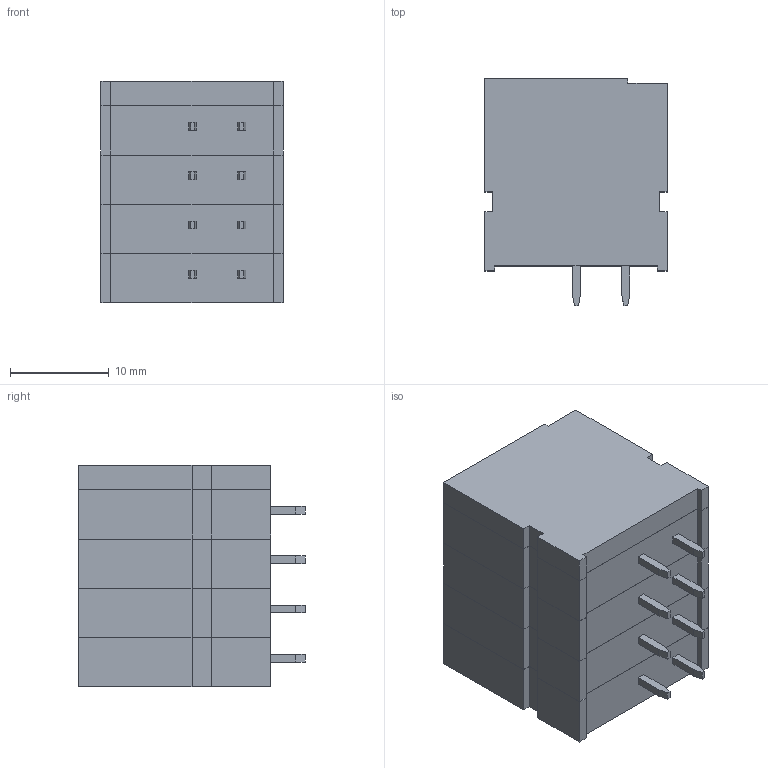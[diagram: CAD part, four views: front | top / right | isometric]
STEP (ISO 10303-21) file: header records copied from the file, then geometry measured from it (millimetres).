
FILE_DESCRIPTION((''),'2;1');
FILE_NAME('WJ105V-5_0_13_ASM','2020-11-23T10:07:33',('Administrator'),(''),'CREO PARAMETRIC BY PTC INC, 2020154','CREO PARAMETRIC BY PTC INC, 2020154','');
FILE_SCHEMA(('CONFIG_CONTROL_DESIGN','SHAPE_APPEARANCE_LAYERS_GROUPS'));
Length unit declared in the file: millimetre
Products named in the file (6): WJ105V-5_0_13_1; WJ105V-5_0_13_2; WJ105V-5_0_13_3; WJ105V-5_0_13_4; WJ105V-5_0_13_5; WJ105V-5_0_13_ASM
Assembly tree (5 placements, depth 2):
  WJ105V-5_0_13_ASM
    WJ105V-5_0_13_1
    WJ105V-5_0_13_2
    WJ105V-5_0_13_3
    WJ105V-5_0_13_4
    WJ105V-5_0_13_5
Bounding box: 18.5 x 23 x 22.5 mm (x, y, z)
Volume: 7186.9 mm3; surface area: 6104.6 mm2
Topology: 5 solids, 5 shells, 244 faces, 630 edges, 420 vertices
Faces by surface type: plane 220, cylinder 24
Entity records: 9885 total; most frequent: CARTESIAN_POINT 1305, ORIENTED_EDGE 1260, DIRECTION 1204, PRESENTATION_STYLE_ASSIGNMENT 657, STYLED_ITEM 657, CURVE_STYLE 630, EDGE_CURVE 630, VECTOR 566
